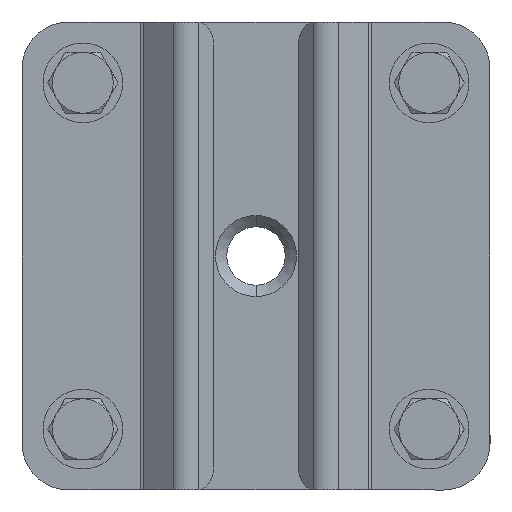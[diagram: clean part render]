
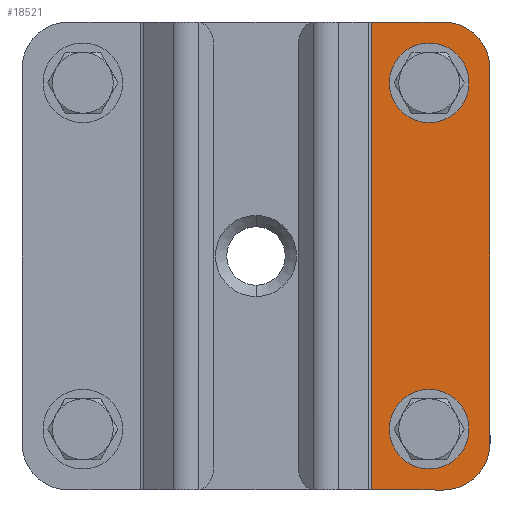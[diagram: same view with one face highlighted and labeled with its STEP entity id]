
A CAD part, front view. The second image highlights one B-rep face of the part: STEP entity #18521.
In plain terms, the highlighted planar face has unit normal (0, -1, 0).
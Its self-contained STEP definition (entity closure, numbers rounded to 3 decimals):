
#103 = ORIENTED_EDGE ( 'NONE', *, *, #15859, .F. ) ;
#181 = DIRECTION ( 'NONE',  ( 0., 0., 1. ) ) ;
#865 = AXIS2_PLACEMENT_3D ( 'NONE', #926, #14749, #2668 ) ;
#926 = CARTESIAN_POINT ( 'NONE',  ( -37., 0., 8.25 ) ) ;
#1116 = CIRCLE ( 'NONE', #7848, 4.5 ) ;
#1508 = VERTEX_POINT ( 'NONE', #20800 ) ;
#1727 = EDGE_CURVE ( 'NONE', #18208, #11794, #13589, .T. ) ;
#1887 = CIRCLE ( 'NONE', #3257, 4.5 ) ;
#2203 = FACE_OUTER_BOUND ( 'NONE', #2504, .T. ) ;
#2455 = DIRECTION ( 'NONE',  ( 0., 0., 1. ) ) ;
#2504 = EDGE_LOOP ( 'NONE', ( #5712, #21838, #3340, #16650, #6616, #103 ) ) ;
#2668 = DIRECTION ( 'NONE',  ( 0., 0., 1. ) ) ;
#3257 = AXIS2_PLACEMENT_3D ( 'NONE', #12740, #17898, #5670 ) ;
#3340 = ORIENTED_EDGE ( 'NONE', *, *, #9710, .T. ) ;
#3805 = CARTESIAN_POINT ( 'NONE',  ( -37., 0., 8.25 ) ) ;
#4186 = VERTEX_POINT ( 'NONE', #15302 ) ;
#4532 = DIRECTION ( 'NONE',  ( 0., 0., 1. ) ) ;
#4647 = FACE_BOUND ( 'NONE', #18048, .T. ) ;
#4847 = VECTOR ( 'NONE', #2455, 1000. ) ;
#5152 = EDGE_CURVE ( 'NONE', #21615, #1508, #7836, .T. ) ;
#5670 = DIRECTION ( 'NONE',  ( 0., 0., 1. ) ) ;
#5712 = ORIENTED_EDGE ( 'NONE', *, *, #5152, .F. ) ;
#5884 = VERTEX_POINT ( 'NONE', #15502 ) ;
#5978 = CARTESIAN_POINT ( 'NONE',  ( -40., 0., 11.25 ) ) ;
#6045 = CARTESIAN_POINT ( 'NONE',  ( 37., 0., 8.25 ) ) ;
#6115 = DIRECTION ( 'NONE',  ( 0., -1., 0. ) ) ;
#6185 = DIRECTION ( 'NONE',  ( 0., 1., 0. ) ) ;
#6326 = CARTESIAN_POINT ( 'NONE',  ( 37., 0., 3.75 ) ) ;
#6616 = ORIENTED_EDGE ( 'NONE', *, *, #6708, .T. ) ;
#6708 = EDGE_CURVE ( 'NONE', #18208, #11674, #17023, .T. ) ;
#6728 = EDGE_CURVE ( 'NONE', #4186, #11774, #8650, .T. ) ;
#7345 = FACE_BOUND ( 'NONE', #11610, .T. ) ;
#7836 = LINE ( 'NONE', #19327, #21344 ) ;
#7848 = AXIS2_PLACEMENT_3D ( 'NONE', #3805, #10746, #13907 ) ;
#8150 = VERTEX_POINT ( 'NONE', #20024 ) ;
#8650 = CIRCLE ( 'NONE', #13388, 4.5 ) ;
#8979 = DIRECTION ( 'NONE',  ( 0., 1., 0. ) ) ;
#9089 = CARTESIAN_POINT ( 'NONE',  ( 50., 0., -21.25 ) ) ;
#9389 = AXIS2_PLACEMENT_3D ( 'NONE', #9534, #11393, #4532 ) ;
#9534 = CARTESIAN_POINT ( 'NONE',  ( 40., 0., 11.25 ) ) ;
#9710 = EDGE_CURVE ( 'NONE', #8150, #11794, #17684, .T. ) ;
#10255 = ORIENTED_EDGE ( 'NONE', *, *, #14047, .T. ) ;
#10701 = CARTESIAN_POINT ( 'NONE',  ( -50., 0., 21.25 ) ) ;
#10746 = DIRECTION ( 'NONE',  ( 0., 1., 0. ) ) ;
#10928 = DIRECTION ( 'NONE',  ( 1., 0., 0. ) ) ;
#11134 = ORIENTED_EDGE ( 'NONE', *, *, #6728, .T. ) ;
#11181 = EDGE_CURVE ( 'NONE', #5884, #11672, #1116, .T. ) ;
#11393 = DIRECTION ( 'NONE',  ( 0., -1., 0. ) ) ;
#11610 = EDGE_LOOP ( 'NONE', ( #17576, #15869 ) ) ;
#11672 = VERTEX_POINT ( 'NONE', #21563 ) ;
#11674 = VERTEX_POINT ( 'NONE', #16307 ) ;
#11774 = VERTEX_POINT ( 'NONE', #6326 ) ;
#11794 = VERTEX_POINT ( 'NONE', #14161 ) ;
#11910 = VECTOR ( 'NONE', #12524, 1000. ) ;
#12035 = EDGE_CURVE ( 'NONE', #11672, #5884, #19817, .T. ) ;
#12524 = DIRECTION ( 'NONE',  ( 0., 0., -1. ) ) ;
#12740 = CARTESIAN_POINT ( 'NONE',  ( 37., 0., 8.25 ) ) ;
#13388 = AXIS2_PLACEMENT_3D ( 'NONE', #6045, #6185, #18056 ) ;
#13589 = LINE ( 'NONE', #10701, #17662 ) ;
#13907 = DIRECTION ( 'NONE',  ( 0., 0., 1. ) ) ;
#14047 = EDGE_CURVE ( 'NONE', #11774, #4186, #1887, .T. ) ;
#14161 = CARTESIAN_POINT ( 'NONE',  ( 40., 0., 21.25 ) ) ;
#14555 = LINE ( 'NONE', #21445, #4847 ) ;
#14749 = DIRECTION ( 'NONE',  ( 0., 1., 0. ) ) ;
#14883 = LINE ( 'NONE', #9089, #11910 ) ;
#15302 = CARTESIAN_POINT ( 'NONE',  ( 37., 0., 12.75 ) ) ;
#15502 = CARTESIAN_POINT ( 'NONE',  ( -37., 0., 3.75 ) ) ;
#15725 = DIRECTION ( 'NONE',  ( -1., 0., 0. ) ) ;
#15819 = PLANE ( 'NONE',  #19973 ) ;
#15859 = EDGE_CURVE ( 'NONE', #1508, #11674, #14555, .T. ) ;
#15869 = ORIENTED_EDGE ( 'NONE', *, *, #11181, .T. ) ;
#15964 = CARTESIAN_POINT ( 'NONE',  ( 50., 0., 21.25 ) ) ;
#16307 = CARTESIAN_POINT ( 'NONE',  ( -50., 0., 11.25 ) ) ;
#16650 = ORIENTED_EDGE ( 'NONE', *, *, #1727, .F. ) ;
#17023 = CIRCLE ( 'NONE', #18922, 10. ) ;
#17576 = ORIENTED_EDGE ( 'NONE', *, *, #12035, .T. ) ;
#17627 = EDGE_CURVE ( 'NONE', #8150, #21615, #14883, .T. ) ;
#17662 = VECTOR ( 'NONE', #10928, 1000. ) ;
#17684 = CIRCLE ( 'NONE', #9389, 10. ) ;
#17898 = DIRECTION ( 'NONE',  ( 0., 1., 0. ) ) ;
#18048 = EDGE_LOOP ( 'NONE', ( #11134, #10255 ) ) ;
#18056 = DIRECTION ( 'NONE',  ( 0., 0., 1. ) ) ;
#18208 = VERTEX_POINT ( 'NONE', #21693 ) ;
#18212 = DIRECTION ( 'NONE',  ( 0., 0., 1. ) ) ;
#18521 = ADVANCED_FACE ( 'NONE', ( #2203, #7345, #4647 ), #15819, .F. ) ;
#18922 = AXIS2_PLACEMENT_3D ( 'NONE', #5978, #6115, #18212 ) ;
#19327 = CARTESIAN_POINT ( 'NONE',  ( 50., 0., -4.066 ) ) ;
#19817 = CIRCLE ( 'NONE', #865, 4.5 ) ;
#19973 = AXIS2_PLACEMENT_3D ( 'NONE', #15964, #8979, #181 ) ;
#20024 = CARTESIAN_POINT ( 'NONE',  ( 50., 0., 11.25 ) ) ;
#20329 = CARTESIAN_POINT ( 'NONE',  ( 50., 0., -4.066 ) ) ;
#20800 = CARTESIAN_POINT ( 'NONE',  ( -50., 0., -4.066 ) ) ;
#21344 = VECTOR ( 'NONE', #15725, 1000. ) ;
#21445 = CARTESIAN_POINT ( 'NONE',  ( -50., 0., -21.25 ) ) ;
#21563 = CARTESIAN_POINT ( 'NONE',  ( -37., 0., 12.75 ) ) ;
#21615 = VERTEX_POINT ( 'NONE', #20329 ) ;
#21693 = CARTESIAN_POINT ( 'NONE',  ( -40., 0., 21.25 ) ) ;
#21838 = ORIENTED_EDGE ( 'NONE', *, *, #17627, .F. ) ;
